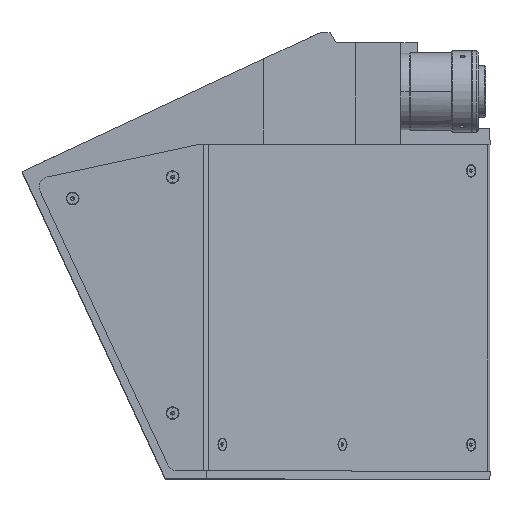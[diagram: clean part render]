
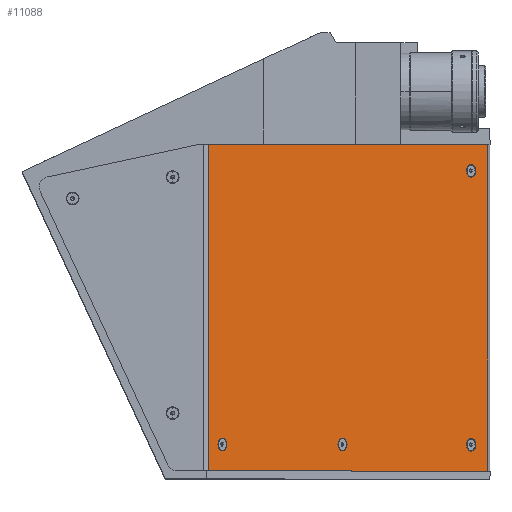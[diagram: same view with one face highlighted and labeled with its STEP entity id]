
A CAD part, top view. The second image highlights one B-rep face of the part: STEP entity #11088.
In plain terms, the highlighted planar face has unit normal (0.707, 0, 0.707).
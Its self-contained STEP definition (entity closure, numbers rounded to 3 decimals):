
#7 = ORIENTED_EDGE ( 'NONE', *, *, #736, .T. ) ;
#143 = CARTESIAN_POINT ( 'NONE',  ( 98.828, 70., 40.856 ) ) ;
#356 = VERTEX_POINT ( 'NONE', #9641 ) ;
#505 = CARTESIAN_POINT ( 'NONE',  ( -38.544, -91., 178.228 ) ) ;
#530 = CARTESIAN_POINT ( 'NONE',  ( 88.492, -78., 51.192 ) ) ;
#619 = DIRECTION ( 'NONE',  ( 0.707, 0., -0.707 ) ) ;
#736 = EDGE_CURVE ( 'NONE', #10629, #11503, #11016, .T. ) ;
#1004 = LINE ( 'NONE', #7754, #15576 ) ;
#1190 = VERTEX_POINT ( 'NONE', #505 ) ;
#1350 = EDGE_CURVE ( 'NONE', #11701, #11047, #3087, .T. ) ;
#1419 = ORIENTED_EDGE ( 'NONE', *, *, #13936, .F. ) ;
#1673 = CARTESIAN_POINT ( 'NONE',  ( -39.716, 70., 179.4 ) ) ;
#1965 = EDGE_CURVE ( 'NONE', #9340, #4412, #2128, .T. ) ;
#2128 = CIRCLE ( 'NONE', #13920, 3.15 ) ;
#2243 = AXIS2_PLACEMENT_3D ( 'NONE', #7675, #8748, #12864 ) ;
#2469 = EDGE_LOOP ( 'NONE', ( #14310, #5782 ) ) ;
#2568 = CARTESIAN_POINT ( 'NONE',  ( 25.086, -78., 114.598 ) ) ;
#2935 = FACE_BOUND ( 'NONE', #11476, .T. ) ;
#3085 = DIRECTION ( 'NONE',  ( 0.707, 0., 0.707 ) ) ;
#3087 = CIRCLE ( 'NONE', #2243, 3.15 ) ;
#3105 = PLANE ( 'NONE',  #12361 ) ;
#3260 = AXIS2_PLACEMENT_3D ( 'NONE', #13712, #4396, #15030 ) ;
#3517 = CIRCLE ( 'NONE', #13350, 3.15 ) ;
#3528 = CARTESIAN_POINT ( 'NONE',  ( 27.314, -78., 112.371 ) ) ;
#3611 = CIRCLE ( 'NONE', #7829, 3.15 ) ;
#4141 = ORIENTED_EDGE ( 'NONE', *, *, #9105, .F. ) ;
#4142 = CARTESIAN_POINT ( 'NONE',  ( 98.828, 70., 40.856 ) ) ;
#4292 = DIRECTION ( 'NONE',  ( 0.707, 0., -0.707 ) ) ;
#4396 = DIRECTION ( 'NONE',  ( 0.707, 0., 0.707 ) ) ;
#4412 = VERTEX_POINT ( 'NONE', #5887 ) ;
#4464 = CARTESIAN_POINT ( 'NONE',  ( -31.849, -78., 171.534 ) ) ;
#4873 = CARTESIAN_POINT ( 'NONE',  ( -39.716, -91., 179.4 ) ) ;
#5249 = VERTEX_POINT ( 'NONE', #9351 ) ;
#5475 = DIRECTION ( 'NONE',  ( 0.707, 0., -0.707 ) ) ;
#5553 = CARTESIAN_POINT ( 'NONE',  ( 98.828, -91., 40.856 ) ) ;
#5587 = AXIS2_PLACEMENT_3D ( 'NONE', #7116, #3085, #8445 ) ;
#5615 = CARTESIAN_POINT ( 'NONE',  ( -38.544, 70., 178.228 ) ) ;
#5782 = ORIENTED_EDGE ( 'NONE', *, *, #16832, .F. ) ;
#5849 = EDGE_CURVE ( 'NONE', #1190, #10629, #17093, .T. ) ;
#5887 = CARTESIAN_POINT ( 'NONE',  ( -34.077, -78., 173.761 ) ) ;
#6143 = EDGE_LOOP ( 'NONE', ( #14897, #1419 ) ) ;
#6281 = DIRECTION ( 'NONE',  ( 0.707, 0., -0.707 ) ) ;
#6619 = DIRECTION ( 'NONE',  ( 0.707, 0., -0.707 ) ) ;
#6887 = AXIS2_PLACEMENT_3D ( 'NONE', #9810, #9899, #15156 ) ;
#6985 = EDGE_LOOP ( 'NONE', ( #7070, #7, #15653, #11549 ) ) ;
#7070 = ORIENTED_EDGE ( 'NONE', *, *, #5849, .T. ) ;
#7116 = CARTESIAN_POINT ( 'NONE',  ( 27.314, -78., 112.371 ) ) ;
#7307 = DIRECTION ( 'NONE',  ( 0.707, 0., 0.707 ) ) ;
#7441 = VECTOR ( 'NONE', #9364, 1000. ) ;
#7675 = CARTESIAN_POINT ( 'NONE',  ( 90.719, 57., 48.965 ) ) ;
#7754 = CARTESIAN_POINT ( 'NONE',  ( -38.544, 70., 178.228 ) ) ;
#7829 = AXIS2_PLACEMENT_3D ( 'NONE', #3528, #7307, #15466 ) ;
#8213 = CARTESIAN_POINT ( 'NONE',  ( -39.716, 70., 179.4 ) ) ;
#8346 = EDGE_CURVE ( 'NONE', #16435, #11503, #14585, .T. ) ;
#8445 = DIRECTION ( 'NONE',  ( 0.707, 0., -0.707 ) ) ;
#8748 = DIRECTION ( 'NONE',  ( 0.707, 0., 0.707 ) ) ;
#8992 = DIRECTION ( 'NONE',  ( 0.707, 0., 0.707 ) ) ;
#9105 = EDGE_CURVE ( 'NONE', #17207, #356, #3611, .T. ) ;
#9164 = CIRCLE ( 'NONE', #3260, 3.15 ) ;
#9340 = VERTEX_POINT ( 'NONE', #16440 ) ;
#9351 = CARTESIAN_POINT ( 'NONE',  ( 92.947, -78., 46.738 ) ) ;
#9364 = DIRECTION ( 'NONE',  ( 0., 1., 0. ) ) ;
#9377 = EDGE_CURVE ( 'NONE', #356, #17207, #13161, .T. ) ;
#9523 = CARTESIAN_POINT ( 'NONE',  ( -31.849, -78., 171.534 ) ) ;
#9641 = CARTESIAN_POINT ( 'NONE',  ( 29.541, -78., 110.143 ) ) ;
#9669 = DIRECTION ( 'NONE',  ( 0.707, 0., 0.707 ) ) ;
#9810 = CARTESIAN_POINT ( 'NONE',  ( 90.719, -78., 48.965 ) ) ;
#9899 = DIRECTION ( 'NONE',  ( 0.707, 0., 0.707 ) ) ;
#9913 = VERTEX_POINT ( 'NONE', #530 ) ;
#10338 = VECTOR ( 'NONE', #4292, 1000. ) ;
#10629 = VERTEX_POINT ( 'NONE', #5553 ) ;
#11014 = FACE_BOUND ( 'NONE', #17360, .T. ) ;
#11016 = LINE ( 'NONE', #143, #7441 ) ;
#11047 = VERTEX_POINT ( 'NONE', #13566 ) ;
#11088 = ADVANCED_FACE ( 'NONE', ( #11014, #2935, #15135, #11102, #12155 ), #3105, .F. ) ;
#11102 = FACE_BOUND ( 'NONE', #2469, .T. ) ;
#11123 = ORIENTED_EDGE ( 'NONE', *, *, #1965, .F. ) ;
#11476 = EDGE_LOOP ( 'NONE', ( #11123, #14748 ) ) ;
#11503 = VERTEX_POINT ( 'NONE', #4142 ) ;
#11549 = ORIENTED_EDGE ( 'NONE', *, *, #16782, .T. ) ;
#11701 = VERTEX_POINT ( 'NONE', #14647 ) ;
#12155 = FACE_OUTER_BOUND ( 'NONE', #6985, .T. ) ;
#12316 = DIRECTION ( 'NONE',  ( 0.707, 0., 0.707 ) ) ;
#12329 = DIRECTION ( 'NONE',  ( -0.707, 0., -0.707 ) ) ;
#12361 = AXIS2_PLACEMENT_3D ( 'NONE', #8213, #12329, #12413 ) ;
#12413 = DIRECTION ( 'NONE',  ( -0.707, 0., 0.707 ) ) ;
#12864 = DIRECTION ( 'NONE',  ( 0.707, 0., -0.707 ) ) ;
#13161 = CIRCLE ( 'NONE', #5587, 3.15 ) ;
#13350 = AXIS2_PLACEMENT_3D ( 'NONE', #15750, #8992, #6619 ) ;
#13364 = CIRCLE ( 'NONE', #17004, 3.15 ) ;
#13566 = CARTESIAN_POINT ( 'NONE',  ( 88.492, 57., 51.192 ) ) ;
#13712 = CARTESIAN_POINT ( 'NONE',  ( 90.719, -78., 48.965 ) ) ;
#13920 = AXIS2_PLACEMENT_3D ( 'NONE', #4464, #9669, #619 ) ;
#13936 = EDGE_CURVE ( 'NONE', #9913, #5249, #9164, .T. ) ;
#14310 = ORIENTED_EDGE ( 'NONE', *, *, #1350, .F. ) ;
#14416 = CIRCLE ( 'NONE', #6887, 3.15 ) ;
#14585 = LINE ( 'NONE', #1673, #10338 ) ;
#14647 = CARTESIAN_POINT ( 'NONE',  ( 92.947, 57., 46.738 ) ) ;
#14700 = ORIENTED_EDGE ( 'NONE', *, *, #9377, .F. ) ;
#14748 = ORIENTED_EDGE ( 'NONE', *, *, #17014, .F. ) ;
#14897 = ORIENTED_EDGE ( 'NONE', *, *, #15121, .F. ) ;
#15030 = DIRECTION ( 'NONE',  ( 0.707, 0., -0.707 ) ) ;
#15121 = EDGE_CURVE ( 'NONE', #5249, #9913, #14416, .T. ) ;
#15135 = FACE_BOUND ( 'NONE', #6143, .T. ) ;
#15156 = DIRECTION ( 'NONE',  ( 0.707, 0., -0.707 ) ) ;
#15466 = DIRECTION ( 'NONE',  ( 0.707, 0., -0.707 ) ) ;
#15576 = VECTOR ( 'NONE', #16980, 1000. ) ;
#15653 = ORIENTED_EDGE ( 'NONE', *, *, #8346, .F. ) ;
#15750 = CARTESIAN_POINT ( 'NONE',  ( 90.719, 57., 48.965 ) ) ;
#16416 = VECTOR ( 'NONE', #6281, 1000. ) ;
#16435 = VERTEX_POINT ( 'NONE', #5615 ) ;
#16440 = CARTESIAN_POINT ( 'NONE',  ( -29.622, -78., 169.306 ) ) ;
#16782 = EDGE_CURVE ( 'NONE', #16435, #1190, #1004, .T. ) ;
#16832 = EDGE_CURVE ( 'NONE', #11047, #11701, #3517, .T. ) ;
#16980 = DIRECTION ( 'NONE',  ( 0., -1., 0. ) ) ;
#17004 = AXIS2_PLACEMENT_3D ( 'NONE', #9523, #12316, #5475 ) ;
#17014 = EDGE_CURVE ( 'NONE', #4412, #9340, #13364, .T. ) ;
#17093 = LINE ( 'NONE', #4873, #16416 ) ;
#17207 = VERTEX_POINT ( 'NONE', #2568 ) ;
#17360 = EDGE_LOOP ( 'NONE', ( #14700, #4141 ) ) ;
